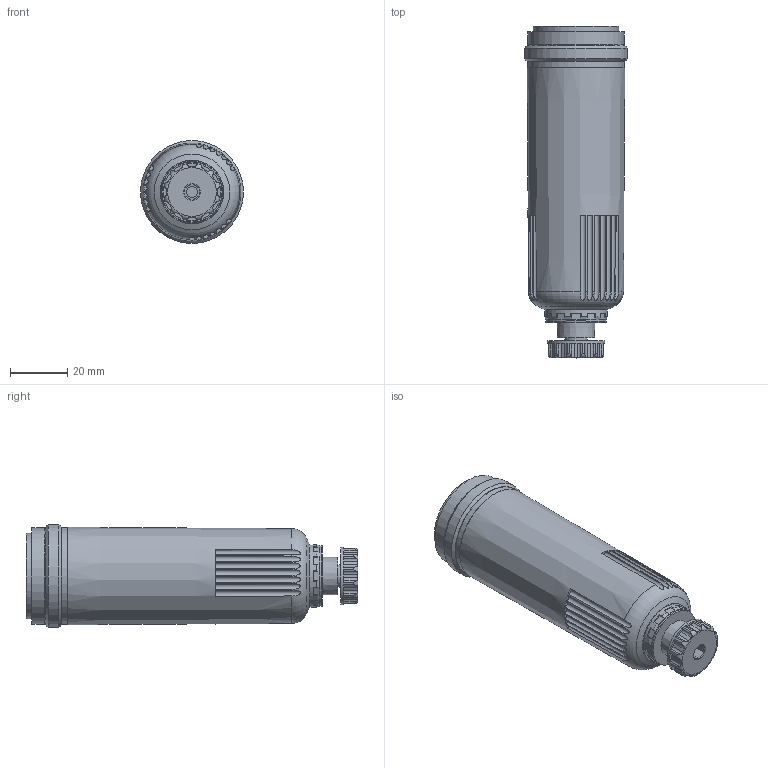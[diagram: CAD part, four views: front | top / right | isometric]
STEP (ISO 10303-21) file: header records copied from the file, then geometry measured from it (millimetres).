
FILE_DESCRIPTION(/* description */ ('STEP AP214'),/* implementation_level */ '2;1');
FILE_NAME(/* name */ '005483',/* time_stamp */ '2023-03-24T11:48:29+01:00',/* author */ ('License CC BY-ND 4.0'),/* organization */ ('CADENAS'),/* preprocessor_version */ 'ST-DEVELOPER v19.3',/* originating_system */ 'PARTsolutions',/* authorisation */ ' ');
FILE_SCHEMA (('AUTOMOTIVE_DESIGN {1 0 10303 214 3 1 1}'));
Length unit declared in the file: millimetre
Products named in the file (3): 005483; 005483_A; 005483_G
Assembly tree (2 placements, depth 2):
  005483
    005483_A
    005483_G
Bounding box: 36 x 116 x 36 mm (x, y, z)
Volume: 90877 mm3; surface area: 14816.9 mm2
Topology: 2 solids, 2 shells, 219 faces, 594 edges, 387 vertices
Faces by surface type: plane 99, cylinder 93, cone 23, torus 3, sphere 1
Full cylindrical faces by diameter (mm): 4 x1, 7.6 x1, 8 x1, 8.376 x1, 9.728 x1, 20 x1, 21.2 x1, 22 x1, 30 x1, 33.6 x1, 33.8 x1, 36 x1
Entity records: 7253 total; most frequent: CARTESIAN_POINT 1920, ORIENTED_EDGE 1122, DIRECTION 1068, EDGE_CURVE 561, AXIS2_PLACEMENT_3D 450, VERTEX_POINT 381, EDGE_LOOP 254, FACE_BOUND 254
